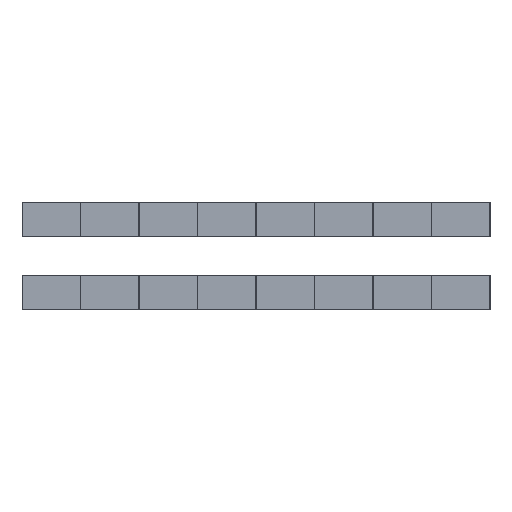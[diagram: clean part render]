
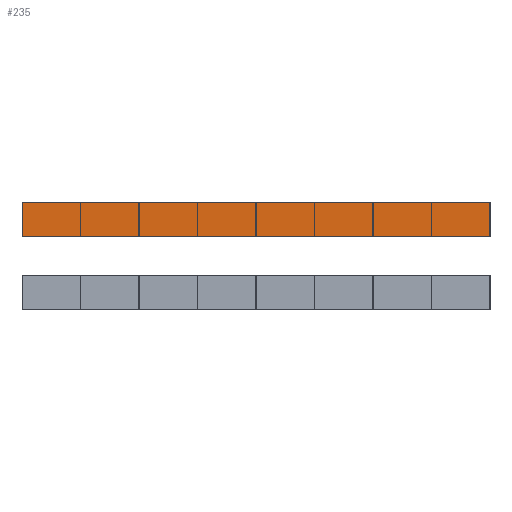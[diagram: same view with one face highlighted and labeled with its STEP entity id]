
A CAD part, top view. The second image highlights one B-rep face of the part: STEP entity #235.
In plain terms, the highlighted planar face has unit normal (0, 0, 1).
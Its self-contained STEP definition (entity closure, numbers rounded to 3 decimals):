
#46 = VERTEX_POINT('',#47);
#47 = CARTESIAN_POINT('',(-122.5,10.,12.));
#54 = PLANE('',#55);
#55 = AXIS2_PLACEMENT_3D('',#56,#57,#58);
#56 = CARTESIAN_POINT('',(-122.5,10.,0.));
#57 = DIRECTION('',(1.,0.,0.));
#58 = DIRECTION('',(0.,0.,1.));
#66 = PLANE('',#67);
#67 = AXIS2_PLACEMENT_3D('',#68,#69,#70);
#68 = CARTESIAN_POINT('',(-122.5,10.,0.));
#69 = DIRECTION('',(0.,1.,0.));
#70 = DIRECTION('',(0.,0.,1.));
#107 = VERTEX_POINT('',#108);
#108 = CARTESIAN_POINT('',(-122.5,28.,12.));
#122 = PLANE('',#123);
#123 = AXIS2_PLACEMENT_3D('',#124,#125,#126);
#124 = CARTESIAN_POINT('',(-122.5,28.,0.));
#125 = DIRECTION('',(0.,1.,0.));
#126 = DIRECTION('',(0.,0.,1.));
#134 = EDGE_CURVE('',#46,#107,#135,.T.);
#135 = SURFACE_CURVE('',#136,(#140,#147),.PCURVE_S1.);
#136 = LINE('',#137,#138);
#137 = CARTESIAN_POINT('',(-122.5,10.,12.));
#138 = VECTOR('',#139,1.);
#139 = DIRECTION('',(0.,1.,0.));
#140 = PCURVE('',#54,#141);
#141 = DEFINITIONAL_REPRESENTATION('',(#142),#146);
#142 = LINE('',#143,#144);
#143 = CARTESIAN_POINT('',(12.,0.));
#144 = VECTOR('',#145,1.);
#145 = DIRECTION('',(0.,-1.));
#146 = ( GEOMETRIC_REPRESENTATION_CONTEXT(2) 
PARAMETRIC_REPRESENTATION_CONTEXT() REPRESENTATION_CONTEXT('2D SPACE',''
  ) );
#147 = PCURVE('',#148,#153);
#148 = PLANE('',#149);
#149 = AXIS2_PLACEMENT_3D('',#150,#151,#152);
#150 = CARTESIAN_POINT('',(-122.5,10.,12.));
#151 = DIRECTION('',(0.,0.,1.));
#152 = DIRECTION('',(1.,0.,0.));
#153 = DEFINITIONAL_REPRESENTATION('',(#154),#158);
#154 = LINE('',#155,#156);
#155 = CARTESIAN_POINT('',(0.,0.));
#156 = VECTOR('',#157,1.);
#157 = DIRECTION('',(0.,1.));
#158 = ( GEOMETRIC_REPRESENTATION_CONTEXT(2) 
PARAMETRIC_REPRESENTATION_CONTEXT() REPRESENTATION_CONTEXT('2D SPACE',''
  ) );
#187 = EDGE_CURVE('',#46,#188,#190,.T.);
#188 = VERTEX_POINT('',#189);
#189 = CARTESIAN_POINT('',(122.5,10.,12.));
#190 = SURFACE_CURVE('',#191,(#195,#202),.PCURVE_S1.);
#191 = LINE('',#192,#193);
#192 = CARTESIAN_POINT('',(-122.5,10.,12.));
#193 = VECTOR('',#194,1.);
#194 = DIRECTION('',(1.,0.,0.));
#195 = PCURVE('',#66,#196);
#196 = DEFINITIONAL_REPRESENTATION('',(#197),#201);
#197 = LINE('',#198,#199);
#198 = CARTESIAN_POINT('',(12.,0.));
#199 = VECTOR('',#200,1.);
#200 = DIRECTION('',(0.,1.));
#201 = ( GEOMETRIC_REPRESENTATION_CONTEXT(2) 
PARAMETRIC_REPRESENTATION_CONTEXT() REPRESENTATION_CONTEXT('2D SPACE',''
  ) );
#202 = PCURVE('',#148,#203);
#203 = DEFINITIONAL_REPRESENTATION('',(#204),#208);
#204 = LINE('',#205,#206);
#205 = CARTESIAN_POINT('',(0.,0.));
#206 = VECTOR('',#207,1.);
#207 = DIRECTION('',(1.,0.));
#208 = ( GEOMETRIC_REPRESENTATION_CONTEXT(2) 
PARAMETRIC_REPRESENTATION_CONTEXT() REPRESENTATION_CONTEXT('2D SPACE',''
  ) );
#224 = PLANE('',#225);
#225 = AXIS2_PLACEMENT_3D('',#226,#227,#228);
#226 = CARTESIAN_POINT('',(122.5,10.,0.));
#227 = DIRECTION('',(1.,0.,0.));
#228 = DIRECTION('',(0.,0.,1.));
#235 = ADVANCED_FACE('',(#236),#148,.T.);
#236 = FACE_BOUND('',#237,.T.);
#237 = EDGE_LOOP('',(#238,#239,#240,#263));
#238 = ORIENTED_EDGE('',*,*,#134,.F.);
#239 = ORIENTED_EDGE('',*,*,#187,.T.);
#240 = ORIENTED_EDGE('',*,*,#241,.T.);
#241 = EDGE_CURVE('',#188,#242,#244,.T.);
#242 = VERTEX_POINT('',#243);
#243 = CARTESIAN_POINT('',(122.5,28.,12.));
#244 = SURFACE_CURVE('',#245,(#249,#256),.PCURVE_S1.);
#245 = LINE('',#246,#247);
#246 = CARTESIAN_POINT('',(122.5,10.,12.));
#247 = VECTOR('',#248,1.);
#248 = DIRECTION('',(0.,1.,0.));
#249 = PCURVE('',#148,#250);
#250 = DEFINITIONAL_REPRESENTATION('',(#251),#255);
#251 = LINE('',#252,#253);
#252 = CARTESIAN_POINT('',(245.,0.));
#253 = VECTOR('',#254,1.);
#254 = DIRECTION('',(0.,1.));
#255 = ( GEOMETRIC_REPRESENTATION_CONTEXT(2) 
PARAMETRIC_REPRESENTATION_CONTEXT() REPRESENTATION_CONTEXT('2D SPACE',''
  ) );
#256 = PCURVE('',#224,#257);
#257 = DEFINITIONAL_REPRESENTATION('',(#258),#262);
#258 = LINE('',#259,#260);
#259 = CARTESIAN_POINT('',(12.,0.));
#260 = VECTOR('',#261,1.);
#261 = DIRECTION('',(0.,-1.));
#262 = ( GEOMETRIC_REPRESENTATION_CONTEXT(2) 
PARAMETRIC_REPRESENTATION_CONTEXT() REPRESENTATION_CONTEXT('2D SPACE',''
  ) );
#263 = ORIENTED_EDGE('',*,*,#264,.F.);
#264 = EDGE_CURVE('',#107,#242,#265,.T.);
#265 = SURFACE_CURVE('',#266,(#270,#277),.PCURVE_S1.);
#266 = LINE('',#267,#268);
#267 = CARTESIAN_POINT('',(-122.5,28.,12.));
#268 = VECTOR('',#269,1.);
#269 = DIRECTION('',(1.,0.,0.));
#270 = PCURVE('',#148,#271);
#271 = DEFINITIONAL_REPRESENTATION('',(#272),#276);
#272 = LINE('',#273,#274);
#273 = CARTESIAN_POINT('',(0.,18.));
#274 = VECTOR('',#275,1.);
#275 = DIRECTION('',(1.,0.));
#276 = ( GEOMETRIC_REPRESENTATION_CONTEXT(2) 
PARAMETRIC_REPRESENTATION_CONTEXT() REPRESENTATION_CONTEXT('2D SPACE',''
  ) );
#277 = PCURVE('',#122,#278);
#278 = DEFINITIONAL_REPRESENTATION('',(#279),#283);
#279 = LINE('',#280,#281);
#280 = CARTESIAN_POINT('',(12.,0.));
#281 = VECTOR('',#282,1.);
#282 = DIRECTION('',(0.,1.));
#283 = ( GEOMETRIC_REPRESENTATION_CONTEXT(2) 
PARAMETRIC_REPRESENTATION_CONTEXT() REPRESENTATION_CONTEXT('2D SPACE',''
  ) );
